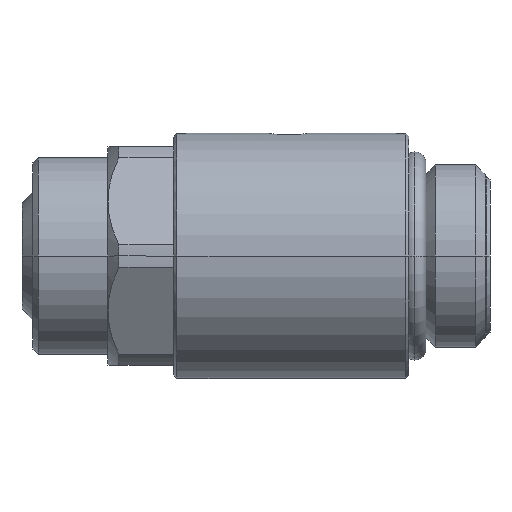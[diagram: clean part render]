
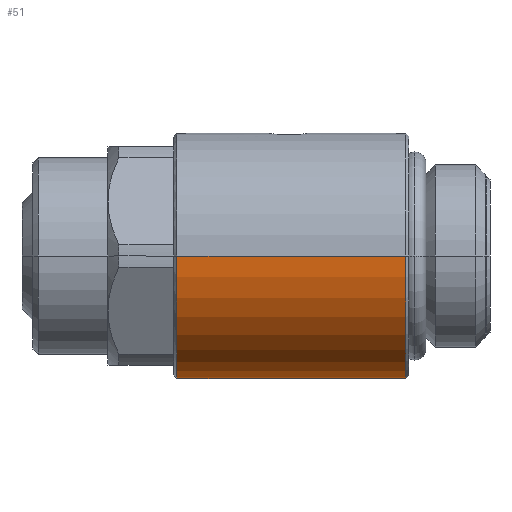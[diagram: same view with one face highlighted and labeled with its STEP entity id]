
A CAD part, left-side view. The second image highlights one B-rep face of the part: STEP entity #51.
In plain terms, the highlighted cylindrical face has radius 11.2 mm (diameter 22.4 mm), a partial arc.
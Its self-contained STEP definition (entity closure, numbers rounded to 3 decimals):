
#51=ADVANCED_FACE('',(#184),#185,.T.);
#184=FACE_OUTER_BOUND('',#451,.T.);
#185=CYLINDRICAL_SURFACE('',#452,11.2);
#451=EDGE_LOOP('',(#750,#751,#752,#753,#754,#755,#756,#757,#758));
#452=AXIS2_PLACEMENT_3D('',#759,#760,#761);
#750=ORIENTED_EDGE('',*,*,#1716,.F.);
#751=ORIENTED_EDGE('',*,*,#1717,.T.);
#752=ORIENTED_EDGE('',*,*,#1718,.F.);
#753=ORIENTED_EDGE('',*,*,#1707,.F.);
#754=ORIENTED_EDGE('',*,*,#1719,.F.);
#755=ORIENTED_EDGE('',*,*,#1720,.T.);
#756=ORIENTED_EDGE('',*,*,#1721,.T.);
#757=ORIENTED_EDGE('',*,*,#1722,.T.);
#758=ORIENTED_EDGE('',*,*,#1723,.T.);
#759=CARTESIAN_POINT('',(0.0,10.75,0.0));
#760=DIRECTION('',(-0.0,1.0,0.0));
#761=DIRECTION('',(1.0,0.0,0.0));
#1707=EDGE_CURVE('',#2016,#2019,#2020,.T.);
#1716=EDGE_CURVE('',#2036,#2037,#2038,.T.);
#1717=EDGE_CURVE('',#2036,#2039,#2040,.T.);
#1718=EDGE_CURVE('',#2019,#2039,#2041,.T.);
#1719=EDGE_CURVE('',#2042,#2016,#2043,.T.);
#1720=EDGE_CURVE('',#2042,#2044,#2045,.T.);
#1721=EDGE_CURVE('',#2044,#2046,#2047,.T.);
#1722=EDGE_CURVE('',#2046,#2048,#2049,.T.);
#1723=EDGE_CURVE('',#2048,#2037,#2050,.T.);
#2016=VERTEX_POINT('',#2508);
#2019=VERTEX_POINT('',#2512);
#2020=CIRCLE('',#2513,11.2);
#2036=VERTEX_POINT('',#2530);
#2037=VERTEX_POINT('',#2531);
#2038=LINE('',#2532,#2533);
#2039=VERTEX_POINT('',#2534);
#2040=CIRCLE('',#2535,11.2);
#2041=LINE('',#2536,#2537);
#2042=VERTEX_POINT('',#2538);
#2043=LINE('',#2539,#2540);
#2044=VERTEX_POINT('',#2541);
#2045=B_SPLINE_CURVE_WITH_KNOTS('',3,(#2542,#2543,#2544,#2545,#2546,#2547,#2548,#2549,#2550,#2551,#2552,#2553,#2554,#2555,#2556,#2557,#2558,#2559,#2560,#2561,#2562,#2563,#2564,#2565,#2566,#2567,#2568,#2569,#2570,#2571),.UNSPECIFIED.,.F.,.F.,(4,2,2,2,2,2,2,2,2,2,2,2,2,2,4),(20.022,21.202,22.382,23.562,24.737,25.912,27.087,28.263,29.438,30.613,31.788,32.963,34.143,35.323,36.503),.UNSPECIFIED.);
#2046=VERTEX_POINT('',#2572);
#2047=B_SPLINE_CURVE_WITH_KNOTS('',3,(#2573,#2574,#2575,#2576,#2577,#2578),.UNSPECIFIED.,.F.,.F.,(4,2,4),(35.085,35.766,36.777),.UNSPECIFIED.);
#2048=VERTEX_POINT('',#2579);
#2049=B_SPLINE_CURVE_WITH_KNOTS('',3,(#2580,#2581,#2582,#2583,#2584,#2585),.UNSPECIFIED.,.F.,.F.,(4,2,4),(36.777,37.788,38.468),.UNSPECIFIED.);
#2050=B_SPLINE_CURVE_WITH_KNOTS('',3,(#2586,#2587,#2588,#2589,#2590,#2591,#2592,#2593,#2594,#2595,#2596,#2597,#2598,#2599,#2600,#2601,#2602,#2603,#2604,#2605,#2606,#2607,#2608,#2609,#2610,#2611,#2612,#2613,#2614,#2615),.UNSPECIFIED.,.F.,.F.,(4,2,2,2,2,2,2,2,2,2,2,2,2,2,4),(1.18,2.36,3.54,4.72,5.895,7.07,8.246,9.421,10.596,11.771,12.946,14.122,15.302,16.482,17.662),.UNSPECIFIED.);
#2508=CARTESIAN_POINT('',(11.2,21.2,0.0));
#2512=CARTESIAN_POINT('',(-11.2,21.2,0.));
#2513=AXIS2_PLACEMENT_3D('',#3552,#3553,#3554);
#2530=CARTESIAN_POINT('',(11.2,0.3,0.0));
#2531=CARTESIAN_POINT('',(11.2,4.9,0.));
#2532=CARTESIAN_POINT('',(11.2,10.75,0.));
#2533=VECTOR('',#3577,1.0);
#2534=CARTESIAN_POINT('',(-11.2,0.3,0.));
#2535=AXIS2_PLACEMENT_3D('',#3578,#3579,#3580);
#2536=CARTESIAN_POINT('',(-11.2,10.75,0.));
#2537=VECTOR('',#3581,1.0);
#2538=CARTESIAN_POINT('',(11.2,17.1,0.));
#2539=CARTESIAN_POINT('',(11.2,10.75,0.));
#2540=VECTOR('',#3582,1.0);
#2541=CARTESIAN_POINT('',(9.55,12.724,-5.851));
#2542=CARTESIAN_POINT('',(9.469,12.194,5.982));
#2543=CARTESIAN_POINT('',(9.519,12.592,5.903));
#2544=CARTESIAN_POINT('',(9.593,12.984,5.783));
#2545=CARTESIAN_POINT('',(9.775,13.732,5.469));
#2546=CARTESIAN_POINT('',(9.883,14.088,5.276));
#2547=CARTESIAN_POINT('',(10.108,14.745,4.831));
#2548=CARTESIAN_POINT('',(10.225,15.047,4.58));
#2549=CARTESIAN_POINT('',(10.447,15.579,4.048));
#2550=CARTESIAN_POINT('',(10.56,15.83,3.747));
#2551=CARTESIAN_POINT('',(10.771,16.275,3.089));
#2552=CARTESIAN_POINT('',(10.868,16.469,2.732));
#2553=CARTESIAN_POINT('',(11.03,16.783,1.983));
#2554=CARTESIAN_POINT('',(11.094,16.903,1.59));
#2555=CARTESIAN_POINT('',(11.179,17.062,0.794));
#2556=CARTESIAN_POINT('',(11.2,17.1,0.392));
#2557=CARTESIAN_POINT('',(11.2,17.1,-0.392));
#2558=CARTESIAN_POINT('',(11.179,17.062,-0.794));
#2559=CARTESIAN_POINT('',(11.094,16.903,-1.59));
#2560=CARTESIAN_POINT('',(11.03,16.783,-1.983));
#2561=CARTESIAN_POINT('',(10.868,16.469,-2.732));
#2562=CARTESIAN_POINT('',(10.771,16.275,-3.089));
#2563=CARTESIAN_POINT('',(10.56,15.83,-3.747));
#2564=CARTESIAN_POINT('',(10.447,15.579,-4.048));
#2565=CARTESIAN_POINT('',(10.225,15.047,-4.58));
#2566=CARTESIAN_POINT('',(10.108,14.745,-4.831));
#2567=CARTESIAN_POINT('',(9.883,14.088,-5.276));
#2568=CARTESIAN_POINT('',(9.775,13.732,-5.469));
#2569=CARTESIAN_POINT('',(9.593,12.984,-5.783));
#2570=CARTESIAN_POINT('',(9.519,12.592,-5.903));
#2571=CARTESIAN_POINT('',(9.469,12.194,-5.982));
#2572=CARTESIAN_POINT('',(9.394,11.0,-6.098));
#2573=CARTESIAN_POINT('',(9.55,12.724,-5.851));
#2574=CARTESIAN_POINT('',(9.509,12.496,-5.918));
#2575=CARTESIAN_POINT('',(9.475,12.264,-5.972));
#2576=CARTESIAN_POINT('',(9.413,11.685,-6.07));
#2577=CARTESIAN_POINT('',(9.394,11.337,-6.098));
#2578=CARTESIAN_POINT('',(9.394,11.0,-6.098));
#2579=CARTESIAN_POINT('',(9.55,9.276,-5.851));
#2580=CARTESIAN_POINT('',(9.394,11.0,-6.098));
#2581=CARTESIAN_POINT('',(9.394,10.663,-6.098));
#2582=CARTESIAN_POINT('',(9.413,10.315,-6.07));
#2583=CARTESIAN_POINT('',(9.475,9.736,-5.972));
#2584=CARTESIAN_POINT('',(9.509,9.504,-5.918));
#2585=CARTESIAN_POINT('',(9.55,9.276,-5.851));
#2586=CARTESIAN_POINT('',(9.469,9.806,-5.982));
#2587=CARTESIAN_POINT('',(9.519,9.408,-5.903));
#2588=CARTESIAN_POINT('',(9.593,9.016,-5.783));
#2589=CARTESIAN_POINT('',(9.775,8.268,-5.469));
#2590=CARTESIAN_POINT('',(9.883,7.912,-5.276));
#2591=CARTESIAN_POINT('',(10.108,7.255,-4.831));
#2592=CARTESIAN_POINT('',(10.225,6.953,-4.58));
#2593=CARTESIAN_POINT('',(10.447,6.421,-4.048));
#2594=CARTESIAN_POINT('',(10.56,6.17,-3.747));
#2595=CARTESIAN_POINT('',(10.771,5.725,-3.089));
#2596=CARTESIAN_POINT('',(10.868,5.531,-2.732));
#2597=CARTESIAN_POINT('',(11.03,5.217,-1.983));
#2598=CARTESIAN_POINT('',(11.094,5.097,-1.59));
#2599=CARTESIAN_POINT('',(11.179,4.938,-0.794));
#2600=CARTESIAN_POINT('',(11.2,4.9,-0.392));
#2601=CARTESIAN_POINT('',(11.2,4.9,0.392));
#2602=CARTESIAN_POINT('',(11.179,4.938,0.794));
#2603=CARTESIAN_POINT('',(11.094,5.097,1.59));
#2604=CARTESIAN_POINT('',(11.03,5.217,1.983));
#2605=CARTESIAN_POINT('',(10.868,5.531,2.732));
#2606=CARTESIAN_POINT('',(10.771,5.725,3.089));
#2607=CARTESIAN_POINT('',(10.56,6.17,3.747));
#2608=CARTESIAN_POINT('',(10.447,6.421,4.048));
#2609=CARTESIAN_POINT('',(10.225,6.953,4.58));
#2610=CARTESIAN_POINT('',(10.108,7.255,4.831));
#2611=CARTESIAN_POINT('',(9.883,7.912,5.276));
#2612=CARTESIAN_POINT('',(9.775,8.268,5.469));
#2613=CARTESIAN_POINT('',(9.593,9.016,5.783));
#2614=CARTESIAN_POINT('',(9.519,9.408,5.903));
#2615=CARTESIAN_POINT('',(9.469,9.806,5.982));
#3552=CARTESIAN_POINT('',(0.0,21.2,0.0));
#3553=DIRECTION('',(-0.0,1.0,0.0));
#3554=DIRECTION('',(1.0,0.0,0.0));
#3577=DIRECTION('',(0.0,1.0,0.0));
#3578=CARTESIAN_POINT('',(0.0,0.3,0.0));
#3579=DIRECTION('',(-0.0,1.0,0.0));
#3580=DIRECTION('',(1.0,0.0,0.0));
#3581=DIRECTION('',(-0.0,-1.0,-0.0));
#3582=DIRECTION('',(0.0,1.0,0.0));
